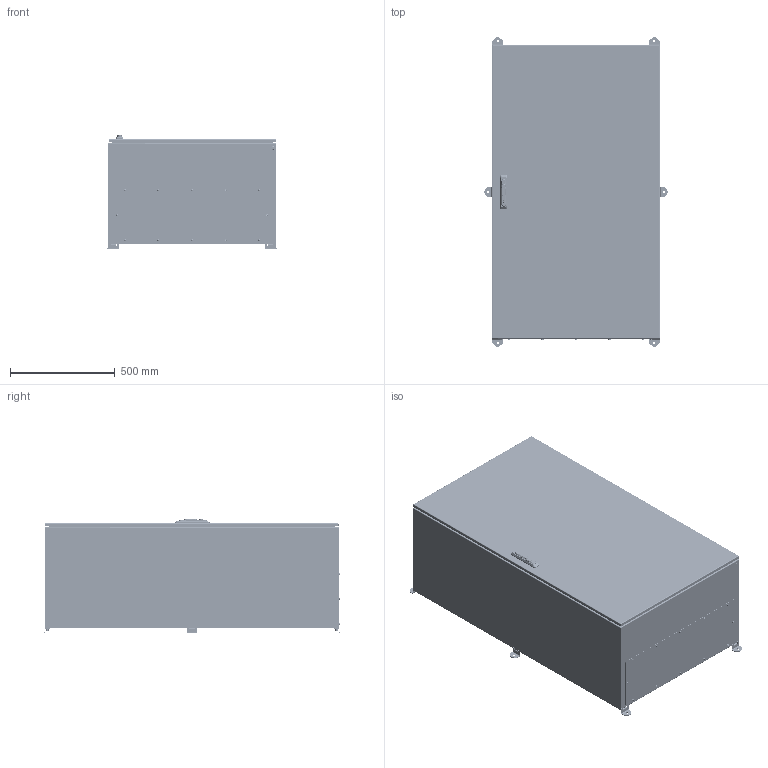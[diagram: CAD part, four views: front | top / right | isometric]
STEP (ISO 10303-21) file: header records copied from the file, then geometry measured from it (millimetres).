
FILE_DESCRIPTION (( 'STEP AP214' ), '1' );
FILE_NAME ('31.080.140.50.STEP', '2025-11-26T11:53:27', ( '' ), ( '' ), 'SwSTEP 2.0', 'SolidWorks 2021', '' );
FILE_SCHEMA (( 'AUTOMOTIVE_DESIGN' ));
Length unit declared in the file: millimetre
Products named in the file (52): Øàðíèð îòâåòíàÿ ÷àñòü; Ãàéêà M6 DIN6923.step; 31.000.140.50-08 捘; 9.step; 31.080.140.00-04 捘; 7.step; 006.DD.CC.step; Ãàñêåòèíã äâåðè 800õ1400; 6.step; Øàéáà îöèíêîâàííàÿ Ì8; Øïèëüêà ïðèâàðíàÿ Ì6õ16; Çàêëåïêà ðåçüáîâàÿ Ì8 ãëóõàÿ øåñòèãðàííàÿ ñ óìåíüøåííûì áîðòîì; ﾒ聰 葢褞浯 ﾍ700; Øàðíèð ïðèâàðíàÿ ÷àñòü; S3B4504 ????????.stp; 31.080.000.30-03 Êðûøêà; 3.step; 31.080.140.50-02 扻豵鵨; 10.000.140.00-06; 31.080.140.50-02 捘; 31.080.140.00-01 捘; Âèíò Ì4; Çíàê çàçåìëåíèÿ ô20ìì; 8.step; 2.step; 1.step; 31.080.140.00-01 ﾄ粢; Ãàñêåòèíã êðûøêè W800D300; Ïðîñòàâêà; 31.080.140.50; 31.000.140.50-08 Áîêîâàÿ ñòåíêà; Ñèëèêîíîâàÿ çàãëóøêà çàçåìëåíèÿ D12; 4.step; Íàêîíå÷íèê òÿãè Ì8; Âòóëêà øàðíèðà; Çàêëåïêà ðåçüáîâàÿ Ì5 øåñòèãðàííàÿ ñ óìåíüøåííûì áîðòîì; Çàêëåïêà ðåçüáîâàÿ Ì6 øåñòèãðàííàÿ ñ óìåíüøåííûì áîðòîì; 妈眚 DIN 912-󋔊0-Zn; 31.080.000.30-03 捘; ﾘ琺矜 ⅰⅱ浯 ...
Assembly tree (150 placements, depth 4):
  31.080.140.50
    31.080.140.50-02 捘
      31.080.140.50-02 扻豵鵨
      Øïèëüêà ïðèâàðíàÿ Ì6õ25  x6
      Çàêëåïêà ðåçüáîâàÿ Ì8 ãëóõàÿ øåñòèãðàííàÿ ñ óìåíüøåííûì áîðòîì  x6
      Çàêëåïêà ðåçüáîâàÿ Ì5 øåñòèãðàííàÿ ñ óìåíüøåííûì áîðòîì  x12
    31.000.140.50-08 捘  x2
      31.000.140.50-08 Áîêîâàÿ ñòåíêà
      Øïèëüêà ïðèâàðíàÿ Ì6õ16
    Øàðíèð âíåøíÿÿ ÷àñòü  x3
    Øàðíèð îòâåòíàÿ ÷àñòü  x3
    Âèíò Ì4  x6
    Âòóëêà øàðíèðà  x3
    31.080.140.00-01 捘
      31.080.140.00-01 ﾄ粢
      Øïèëüêà ïðèâàðíàÿ Ì6õ16  x4
      Øàðíèð ïðèâàðíàÿ ÷àñòü  x3
      Ãàñêåòèíã äâåðè 800õ1400
      10.000.140.00-06  x2
      006.DD.CC.step
        1.step
        2.step
        3.step
        4.step
        5.step
        6.step
        7.step  x2
        8.step
        9.step
        10.step
        11.step
      Äåðæàòåëü êðóãëîé òÿãè  x2
      ﾘ琺矜 ⅰⅱ浯  x2
      S3B4504 ????????.stp
      ﾒ聰 葢褞浯 ﾍ600
      ﾒ聰 葢褞浯 ﾍ700
      Íàêîíå÷íèê òÿãè Ì8  x2
    31.080.000.30-03 捘
      31.080.000.30-03 Êðûøêà
      Ãàñêåòèíã êðûøêè W800D300
    Âèíò DIN 967 Ì5õ16 ñ ïîëóêðóãëîé ãîëîâêîé ñ êðåñòîîáðàçíûì øëèöåì  x12
    31.080.140.00-04 捘
      31.080.140.00-04 Ìîíòàæíàÿ ïàíåëü
      Çàêëåïêà ðåçüáîâàÿ Ì6 øåñòèãðàííàÿ ñ óìåíüøåííûì áîðòîì  x4
      Çíàê çàçåìëåíèÿ ô20ìì  x4
    Ãàéêà M6 DIN6923.step  x6
    Ïðîñòàâêà  x6
    妈眚 DIN 912-󋔊0-Zn  x6
    Íàñòåííîå êðåïëåíèå  x6
    Ñèëèêîíîâàÿ çàãëóøêà çàçåìëåíèÿ D12  x3
    Ñèëèêîíîâàÿ çàãëóøêà øàðíèð D4,5  x6
    Øàéáà îöèíêîâàííàÿ Ì8  x6
    Çóá÷àòàÿ øàéáà Ì5  x2
Bounding box: 874.84 x 1474.84 x 544 mm (x, y, z)
Volume: 9785712.7 mm3; surface area: 11982516.7 mm2
Topology: 150 solids, 150 shells, 6550 faces, 17307 edges, 11215 vertices
Faces by surface type: plane 2983, cylinder 2661, cone 393, torus 274, bspline 202, sphere 37
Entity records: 108511 total; most frequent: CARTESIAN_POINT 40023, ORIENTED_EDGE 14386, DIRECTION 13038, EDGE_CURVE 7193, VERTEX_POINT 4728, AXIS2_PLACEMENT_3D 4450, LINE 4138, VECTOR 4138
